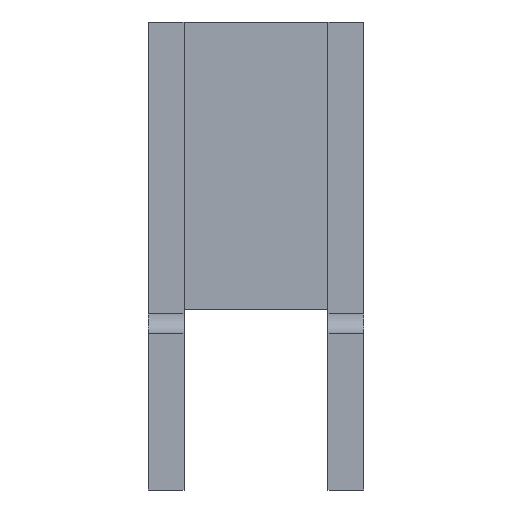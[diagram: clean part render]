
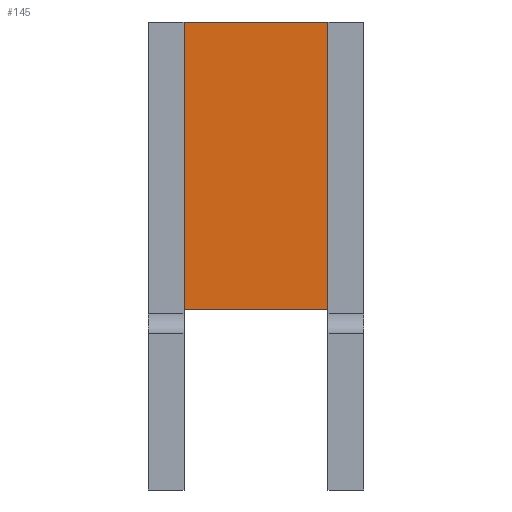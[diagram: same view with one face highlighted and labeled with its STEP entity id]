
A CAD part, left-side view. The second image highlights one B-rep face of the part: STEP entity #145.
In plain terms, the highlighted planar face has unit normal (-1, 0, 0).
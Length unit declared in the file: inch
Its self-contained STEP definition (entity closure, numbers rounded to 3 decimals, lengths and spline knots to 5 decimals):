
#145=ADVANCED_FACE('',(#316),#317,.T.);
#316=FACE_OUTER_BOUND('',#649,.T.);
#317=PLANE('',#650);
#649=EDGE_LOOP('',(#1091,#1092,#1093,#1094,#1095,#1096,#1097,#1098));
#650=AXIS2_PLACEMENT_3D('',#1099,#1100,#1101);
#1091=ORIENTED_EDGE('',*,*,#1406,.T.);
#1092=ORIENTED_EDGE('',*,*,#1416,.T.);
#1093=ORIENTED_EDGE('',*,*,#1417,.T.);
#1094=ORIENTED_EDGE('',*,*,#1345,.T.);
#1095=ORIENTED_EDGE('',*,*,#1249,.T.);
#1096=ORIENTED_EDGE('',*,*,#1273,.T.);
#1097=ORIENTED_EDGE('',*,*,#1418,.F.);
#1098=ORIENTED_EDGE('',*,*,#1372,.T.);
#1099=CARTESIAN_POINT('',(4.87516,1.875,3.37504));
#1100=DIRECTION('',(-1.0,0.0,0.0));
#1101=DIRECTION('',(0.0,0.0,1.0));
#1249=EDGE_CURVE('',#1464,#1465,#1466,.T.);
#1273=EDGE_CURVE('',#1465,#1509,#1511,.T.);
#1345=EDGE_CURVE('',#1625,#1464,#1626,.T.);
#1372=EDGE_CURVE('',#1669,#1670,#1671,.T.);
#1406=EDGE_CURVE('',#1670,#1715,#1716,.T.);
#1416=EDGE_CURVE('',#1715,#1729,#1730,.T.);
#1417=EDGE_CURVE('',#1729,#1625,#1731,.T.);
#1418=EDGE_CURVE('',#1669,#1509,#1732,.T.);
#1464=VERTEX_POINT('',#1783);
#1465=VERTEX_POINT('',#1784);
#1466=LINE('',#1785,#1786);
#1509=VERTEX_POINT('',#1882);
#1511=LINE('',#1885,#1886);
#1625=VERTEX_POINT('',#2096);
#1626=LINE('',#2097,#2098);
#1669=VERTEX_POINT('',#2208);
#1670=VERTEX_POINT('',#2209);
#1671=LINE('',#2210,#2211);
#1715=VERTEX_POINT('',#2290);
#1716=LINE('',#2291,#2292);
#1729=VERTEX_POINT('',#2313);
#1730=LINE('',#2314,#2315);
#1731=LINE('',#2316,#2317);
#1732=LINE('',#2318,#2319);
#1783=CARTESIAN_POINT('',(4.87516,1.875,4.79614));
#1784=CARTESIAN_POINT('',(4.87516,2.25,4.79614));
#1785=CARTESIAN_POINT('',(4.87516,1.875,4.79614));
#1786=VECTOR('',#2388,1.0);
#1882=CARTESIAN_POINT('',(4.87516,2.25,1.87504));
#1885=CARTESIAN_POINT('',(4.87516,2.25,1.87504));
#1886=VECTOR('',#2395,1.0);
#2096=CARTESIAN_POINT('',(4.87516,1.875,4.87504));
#2097=CARTESIAN_POINT('',(4.87516,1.875,2.68205));
#2098=VECTOR('',#2429,1.0);
#2208=CARTESIAN_POINT('',(4.87516,0.,1.87504));
#2209=CARTESIAN_POINT('',(4.87516,0.,4.79614));
#2210=CARTESIAN_POINT('',(4.87516,0.,1.87504));
#2211=VECTOR('',#2434,1.0);
#2290=CARTESIAN_POINT('',(4.87516,0.375,4.79614));
#2291=CARTESIAN_POINT('',(4.87516,0.9375,4.79614));
#2292=VECTOR('',#2452,1.0);
#2313=CARTESIAN_POINT('',(4.87516,0.375,4.87504));
#2314=CARTESIAN_POINT('',(4.87516,0.375,2.68205));
#2315=VECTOR('',#2458,1.0);
#2316=CARTESIAN_POINT('',(4.87516,1.875,4.87504));
#2317=VECTOR('',#2459,1.0);
#2318=CARTESIAN_POINT('',(4.87516,1.875,1.87504));
#2319=VECTOR('',#2460,1.0);
#2388=DIRECTION('',(-0.0,1.0,-0.0));
#2395=DIRECTION('',(-0.0,0.0,-1.0));
#2429=DIRECTION('',(0.0,0.0,-1.0));
#2434=DIRECTION('',(0.0,0.0,1.0));
#2452=DIRECTION('',(-0.0,1.0,-0.0));
#2458=DIRECTION('',(0.0,0.0,1.0));
#2459=DIRECTION('',(0.0,1.0,0.0));
#2460=DIRECTION('',(0.0,1.0,0.0));
